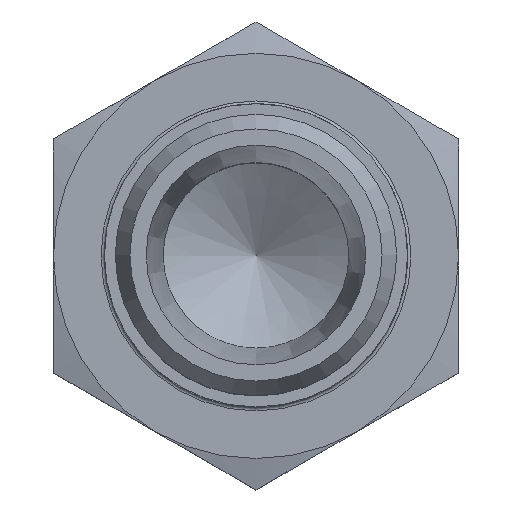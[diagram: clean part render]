
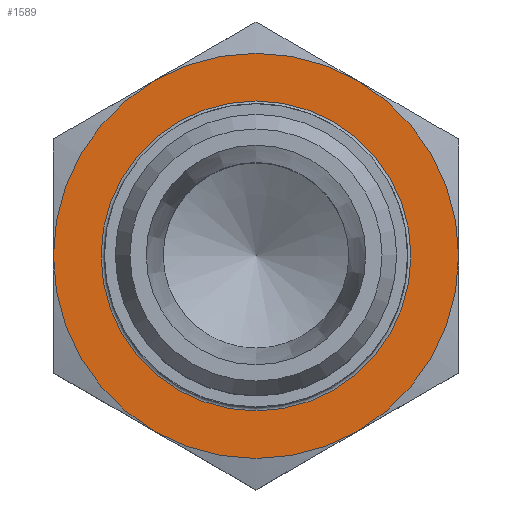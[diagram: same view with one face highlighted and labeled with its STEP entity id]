
A CAD part, top view. The second image highlights one B-rep face of the part: STEP entity #1589.
In plain terms, the highlighted planar face has unit normal (0, 0, 1).
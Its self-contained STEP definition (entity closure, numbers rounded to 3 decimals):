
#939=CARTESIAN_POINT('',(6.,10.392,0.));
#940=VERTEX_POINT('',#939);
#954=CARTESIAN_POINT('',(-6.,10.392,0.));
#955=VERTEX_POINT('',#954);
#969=CARTESIAN_POINT('',(0.0,0.0,0.0));
#970=DIRECTION('',(0.0,0.0,1.0));
#971=DIRECTION('',(0.0,-1.0,0.0));
#972=AXIS2_PLACEMENT_3D('',#969,#970,#971);
#973=CIRCLE('',#972,12.0);
#974=EDGE_CURVE('',#940,#955,#973,.T.);
#986=CARTESIAN_POINT('',(12.,0.,0.));
#987=VERTEX_POINT('',#986);
#1014=CARTESIAN_POINT('',(0.0,0.0,0.0));
#1015=DIRECTION('',(0.0,0.0,1.0));
#1016=DIRECTION('',(0.0,-1.0,0.0));
#1017=AXIS2_PLACEMENT_3D('',#1014,#1015,#1016);
#1018=CIRCLE('',#1017,12.0);
#1019=EDGE_CURVE('',#987,#940,#1018,.T.);
#1031=CARTESIAN_POINT('',(6.,-10.392,0.));
#1032=VERTEX_POINT('',#1031);
#1059=CARTESIAN_POINT('',(0.0,0.0,0.0));
#1060=DIRECTION('',(0.0,0.0,1.0));
#1061=DIRECTION('',(0.0,-1.0,0.0));
#1062=AXIS2_PLACEMENT_3D('',#1059,#1060,#1061);
#1063=CIRCLE('',#1062,12.0);
#1064=EDGE_CURVE('',#1032,#987,#1063,.T.);
#1089=CARTESIAN_POINT('',(-6.,-10.392,0.));
#1090=VERTEX_POINT('',#1089);
#1091=CARTESIAN_POINT('',(0.0,0.0,0.0));
#1092=DIRECTION('',(0.0,0.0,1.0));
#1093=DIRECTION('',(0.0,-1.0,0.0));
#1094=AXIS2_PLACEMENT_3D('',#1091,#1092,#1093);
#1095=CIRCLE('',#1094,12.0);
#1096=EDGE_CURVE('',#1090,#1032,#1095,.T.);
#1134=CARTESIAN_POINT('',(-12.,0.,0.));
#1135=VERTEX_POINT('',#1134);
#1136=CARTESIAN_POINT('',(0.0,0.0,0.0));
#1137=DIRECTION('',(0.0,0.0,1.0));
#1138=DIRECTION('',(0.0,-1.0,0.0));
#1139=AXIS2_PLACEMENT_3D('',#1136,#1137,#1138);
#1140=CIRCLE('',#1139,12.0);
#1141=EDGE_CURVE('',#1135,#1090,#1140,.T.);
#1179=CARTESIAN_POINT('',(0.0,0.0,0.0));
#1180=DIRECTION('',(0.0,0.0,1.0));
#1181=DIRECTION('',(0.0,-1.0,0.0));
#1182=AXIS2_PLACEMENT_3D('',#1179,#1180,#1181);
#1183=CIRCLE('',#1182,12.0);
#1184=EDGE_CURVE('',#955,#1135,#1183,.T.);
#1561=CARTESIAN_POINT('',(9.18,0.,0.0));
#1562=VERTEX_POINT('',#1561);
#1563=CARTESIAN_POINT('',(0.0,0.0,0.0));
#1564=DIRECTION('',(0.0,0.0,1.0));
#1565=DIRECTION('',(-1.0,0.0,0.0));
#1566=AXIS2_PLACEMENT_3D('',#1563,#1564,#1565);
#1567=CIRCLE('',#1566,9.18);
#1568=EDGE_CURVE('',#1562,#1562,#1567,.T.);
#1573=CARTESIAN_POINT('',(0.,0.,0.0));
#1574=DIRECTION('',(0.0,0.0,1.0));
#1575=DIRECTION('',(1.0,0.0,0.0));
#1576=AXIS2_PLACEMENT_3D('',#1573,#1574,#1575);
#1577=PLANE('',#1576);
#1578=ORIENTED_EDGE('',*,*,#1184,.T.);
#1579=ORIENTED_EDGE('',*,*,#1141,.T.);
#1580=ORIENTED_EDGE('',*,*,#1096,.T.);
#1581=ORIENTED_EDGE('',*,*,#1064,.T.);
#1582=ORIENTED_EDGE('',*,*,#1019,.T.);
#1583=ORIENTED_EDGE('',*,*,#974,.T.);
#1584=EDGE_LOOP('',(#1578,#1579,#1580,#1581,#1582,#1583));
#1585=FACE_OUTER_BOUND('',#1584,.T.);
#1586=ORIENTED_EDGE('',*,*,#1568,.F.);
#1587=EDGE_LOOP('',(#1586));
#1588=FACE_BOUND('',#1587,.T.);
#1589=ADVANCED_FACE('',(#1585,#1588),#1577,.T.);
